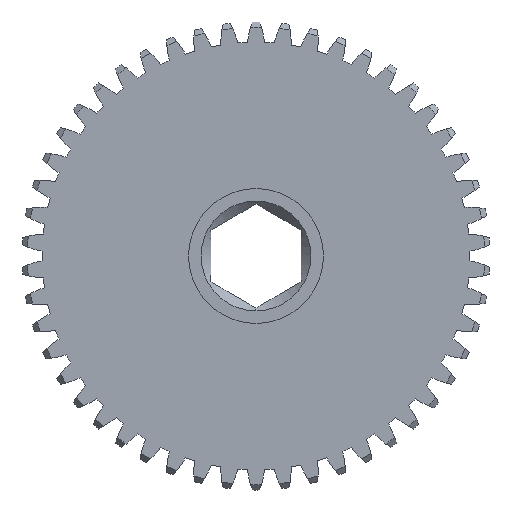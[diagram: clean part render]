
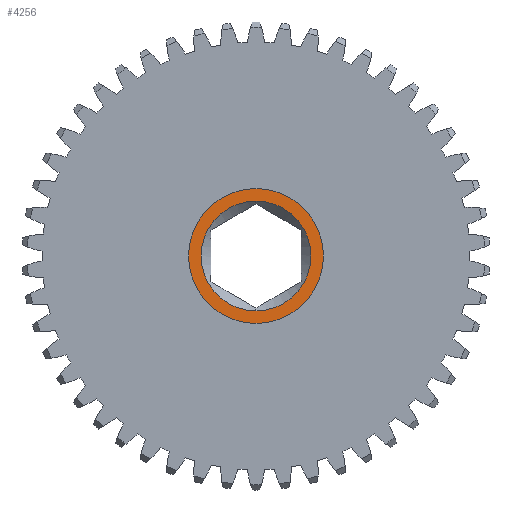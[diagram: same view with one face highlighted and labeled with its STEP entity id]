
A CAD part, left-side view. The second image highlights one B-rep face of the part: STEP entity #4256.
In plain terms, the highlighted planar face has unit normal (-1, 0, 0).
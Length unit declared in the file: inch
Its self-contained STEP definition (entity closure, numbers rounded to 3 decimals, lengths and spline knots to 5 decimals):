
#248 = CARTESIAN_POINT ( 'NONE',  ( -0.0625, 0., 0. ) ) ;
#417 = EDGE_LOOP ( 'NONE', ( #10987, #9384 ) ) ;
#737 = FACE_OUTER_BOUND ( 'NONE', #417, .T. ) ;
#897 = DIRECTION ( 'NONE',  ( 0., 0., -1. ) ) ;
#973 = CIRCLE ( 'NONE', #5620, 0.305 ) ;
#1004 = DIRECTION ( 'NONE',  ( 0., 0., -1. ) ) ;
#1706 = CARTESIAN_POINT ( 'NONE',  ( -0.0625, 0., 0.305 ) ) ;
#1813 = DIRECTION ( 'NONE',  ( 0., 0., -1. ) ) ;
#1883 = VERTEX_POINT ( 'NONE', #5202 ) ;
#1952 = CARTESIAN_POINT ( 'NONE',  ( -0.0625, 0., -0.375 ) ) ;
#1956 = EDGE_CURVE ( 'NONE', #1883, #7448, #10851, .T. ) ;
#2496 = DIRECTION ( 'NONE',  ( 1., 0., 0. ) ) ;
#2653 = PLANE ( 'NONE',  #3541 ) ;
#3340 = DIRECTION ( 'NONE',  ( 1., 0., 0. ) ) ;
#3541 = AXIS2_PLACEMENT_3D ( 'NONE', #7820, #2496, #7102 ) ;
#3662 = DIRECTION ( 'NONE',  ( 1., 0., 0. ) ) ;
#4256 = ADVANCED_FACE ( 'NONE', ( #8725, #737 ), #2653, .F. ) ;
#5176 = EDGE_CURVE ( 'NONE', #7448, #1883, #973, .T. ) ;
#5202 = CARTESIAN_POINT ( 'NONE',  ( -0.0625, 0., -0.305 ) ) ;
#5359 = CARTESIAN_POINT ( 'NONE',  ( -0.0625, 0., 0. ) ) ;
#5363 = DIRECTION ( 'NONE',  ( 1., 0., 0. ) ) ;
#5620 = AXIS2_PLACEMENT_3D ( 'NONE', #5359, #3662, #7313 ) ;
#5781 = EDGE_CURVE ( 'NONE', #6800, #8420, #6544, .T. ) ;
#6006 = CARTESIAN_POINT ( 'NONE',  ( -0.0625, 0., 0. ) ) ;
#6143 = CARTESIAN_POINT ( 'NONE',  ( -0.0625, 0., 0.375 ) ) ;
#6544 = CIRCLE ( 'NONE', #11163, 0.375 ) ;
#6800 = VERTEX_POINT ( 'NONE', #1952 ) ;
#7102 = DIRECTION ( 'NONE',  ( 0., 0., -1. ) ) ;
#7313 = DIRECTION ( 'NONE',  ( 0., 0., -1. ) ) ;
#7448 = VERTEX_POINT ( 'NONE', #1706 ) ;
#7820 = CARTESIAN_POINT ( 'NONE',  ( -0.0625, 0., 0. ) ) ;
#8420 = VERTEX_POINT ( 'NONE', #6143 ) ;
#8697 = CARTESIAN_POINT ( 'NONE',  ( -0.0625, 0., 0. ) ) ;
#8725 = FACE_BOUND ( 'NONE', #11223, .T. ) ;
#9134 = AXIS2_PLACEMENT_3D ( 'NONE', #8697, #11403, #1813 ) ;
#9233 = ORIENTED_EDGE ( 'NONE', *, *, #1956, .T. ) ;
#9384 = ORIENTED_EDGE ( 'NONE', *, *, #9612, .F. ) ;
#9612 = EDGE_CURVE ( 'NONE', #8420, #6800, #9693, .T. ) ;
#9693 = CIRCLE ( 'NONE', #9134, 0.375 ) ;
#9735 = ORIENTED_EDGE ( 'NONE', *, *, #5176, .T. ) ;
#10131 = AXIS2_PLACEMENT_3D ( 'NONE', #248, #5363, #1004 ) ;
#10851 = CIRCLE ( 'NONE', #10131, 0.305 ) ;
#10987 = ORIENTED_EDGE ( 'NONE', *, *, #5781, .F. ) ;
#11163 = AXIS2_PLACEMENT_3D ( 'NONE', #6006, #3340, #897 ) ;
#11223 = EDGE_LOOP ( 'NONE', ( #9233, #9735 ) ) ;
#11403 = DIRECTION ( 'NONE',  ( 1., 0., 0. ) ) ;
